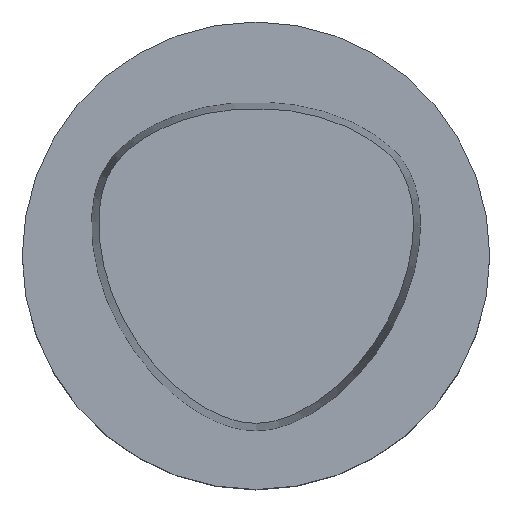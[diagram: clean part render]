
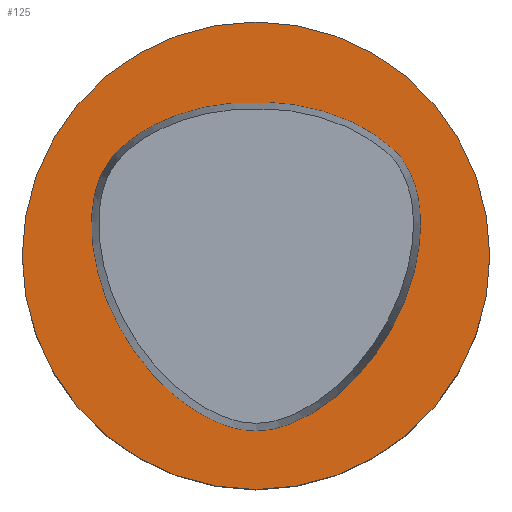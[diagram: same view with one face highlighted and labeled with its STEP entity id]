
A CAD part, top view. The second image highlights one B-rep face of the part: STEP entity #125.
In plain terms, the highlighted planar face has unit normal (0, 0, 1).
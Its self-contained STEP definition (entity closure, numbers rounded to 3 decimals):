
#125=ADVANCED_FACE('',(#145,#146),#147,.T.);
#145=FACE_BOUND('',#574,.T.);
#146=FACE_OUTER_BOUND('',#575,.T.);
#147=PLANE('',#576);
#574=EDGE_LOOP('',(#624));
#575=EDGE_LOOP('',(#625));
#576=AXIS2_PLACEMENT_3D('',#626,#627,#628);
#624=ORIENTED_EDGE('',*,*,#697,.T.);
#625=ORIENTED_EDGE('',*,*,#699,.T.);
#626=CARTESIAN_POINT('',(0.,9.995,0.));
#627=DIRECTION('',(0.,0.,1.0));
#628=DIRECTION('',(0.,1.0,0.));
#697=EDGE_CURVE('',#714,#714,#715,.T.);
#699=EDGE_CURVE('',#717,#717,#718,.T.);
#714=VERTEX_POINT('',#793);
#715=B_SPLINE_CURVE_WITH_KNOTS('',3,(#794,#795,#796,#797,#798,#799,#800,#801,#802,#803,#804,#805,#806,#807,#808,#809,#810,#811,#812,#813,#814,#815,#816,#817,#818,#819,#820,#821,#822,#823,#824,#825,#826,#827,#828,#829,#830,#831,#832,#833,#834,#835,#836,#837,#838,#839,#840,#841,#842,#843,#844,#845,#846,#847,#848,#849,#850,#851,#852,#853,#854,#855,#856,#857,#858,#859,#860,#861,#862,#863,#864,#865,#866,#867,#868,#869,#870,#871,#872,#873,#874,#875,#876,#877,#878,#879,#880,#881,#882,#883,#884,#885,#886,#887,#888,#889),.UNSPECIFIED.,.T.,.F.,(4,2,2,2,2,2,2,2,2,2,2,2,2,2,2,2,2,2,2,2,2,2,2,2,2,2,2,2,2,2,2,2,2,2,2,2,2,2,2,2,2,2,2,2,2,2,2,4),(0.0,0.023,0.046,0.069,0.09,0.112,0.133,0.153,0.173,0.194,0.215,0.236,0.257,0.28,0.303,0.326,0.349,0.372,0.394,0.417,0.438,0.459,0.48,0.5,0.52,0.541,0.562,0.583,0.605,0.628,0.651,0.674,0.697,0.72,0.743,0.764,0.785,0.806,0.827,0.847,0.867,0.888,0.91,0.931,0.954,0.977,1.,1.0),.UNSPECIFIED.);
#717=VERTEX_POINT('',#894);
#718=CIRCLE('',#895,19.99);
#793=CARTESIAN_POINT('',(0.,-14.963,0.));
#794=CARTESIAN_POINT('',(0.,-14.963,0.));
#795=CARTESIAN_POINT('',(-0.679,-14.966,0.));
#796=CARTESIAN_POINT('',(-1.36,-14.858,0.));
#797=CARTESIAN_POINT('',(-2.671,-14.498,0.));
#798=CARTESIAN_POINT('',(-3.302,-14.247,0.));
#799=CARTESIAN_POINT('',(-4.503,-13.656,0.));
#800=CARTESIAN_POINT('',(-5.075,-13.318,0.));
#801=CARTESIAN_POINT('',(-6.156,-12.583,0.));
#802=CARTESIAN_POINT('',(-6.667,-12.187,0.));
#803=CARTESIAN_POINT('',(-7.629,-11.355,0.));
#804=CARTESIAN_POINT('',(-8.082,-10.92,0.));
#805=CARTESIAN_POINT('',(-8.935,-10.02,0.));
#806=CARTESIAN_POINT('',(-9.336,-9.555,0.));
#807=CARTESIAN_POINT('',(-10.088,-8.598,0.0));
#808=CARTESIAN_POINT('',(-10.44,-8.108,0.));
#809=CARTESIAN_POINT('',(-11.1,-7.101,0.));
#810=CARTESIAN_POINT('',(-11.407,-6.586,0.0));
#811=CARTESIAN_POINT('',(-11.978,-5.529,0.0));
#812=CARTESIAN_POINT('',(-12.241,-4.988,0.));
#813=CARTESIAN_POINT('',(-12.724,-3.877,0.0));
#814=CARTESIAN_POINT('',(-12.942,-3.308,0.0));
#815=CARTESIAN_POINT('',(-13.33,-2.139,0.0));
#816=CARTESIAN_POINT('',(-13.498,-1.539,0.));
#817=CARTESIAN_POINT('',(-13.778,-0.31,0.0));
#818=CARTESIAN_POINT('',(-13.888,0.32,0.0));
#819=CARTESIAN_POINT('',(-14.036,1.608,0.0));
#820=CARTESIAN_POINT('',(-14.072,2.265,0.0));
#821=CARTESIAN_POINT('',(-14.051,3.594,0.0));
#822=CARTESIAN_POINT('',(-13.991,4.266,0.0));
#823=CARTESIAN_POINT('',(-13.743,5.598,0.0));
#824=CARTESIAN_POINT('',(-13.552,6.257,0.0));
#825=CARTESIAN_POINT('',(-12.986,7.494,0.0));
#826=CARTESIAN_POINT('',(-12.61,8.072,0.0));
#827=CARTESIAN_POINT('',(-11.725,9.105,0.0));
#828=CARTESIAN_POINT('',(-11.217,9.561,0.0));
#829=CARTESIAN_POINT('',(-10.14,10.372,0.0));
#830=CARTESIAN_POINT('',(-9.573,10.728,0.0));
#831=CARTESIAN_POINT('',(-8.411,11.351,0.0));
#832=CARTESIAN_POINT('',(-7.817,11.619,0.));
#833=CARTESIAN_POINT('',(-6.621,12.088,0.));
#834=CARTESIAN_POINT('',(-6.021,12.29,0.));
#835=CARTESIAN_POINT('',(-4.815,12.619,0.));
#836=CARTESIAN_POINT('',(-4.211,12.749,0.));
#837=CARTESIAN_POINT('',(-3.003,12.955,0.));
#838=CARTESIAN_POINT('',(-2.4,13.033,0.));
#839=CARTESIAN_POINT('',(-1.198,13.084,0.));
#840=CARTESIAN_POINT('',(-0.599,13.059,0.));
#841=CARTESIAN_POINT('',(0.599,13.06,0.));
#842=CARTESIAN_POINT('',(1.198,13.085,0.));
#843=CARTESIAN_POINT('',(2.4,13.034,0.0));
#844=CARTESIAN_POINT('',(3.003,12.956,0.));
#845=CARTESIAN_POINT('',(4.21,12.748,0.));
#846=CARTESIAN_POINT('',(4.814,12.616,0.));
#847=CARTESIAN_POINT('',(6.018,12.285,0.));
#848=CARTESIAN_POINT('',(6.619,12.084,0.));
#849=CARTESIAN_POINT('',(7.817,11.619,0.0));
#850=CARTESIAN_POINT('',(8.414,11.355,0.));
#851=CARTESIAN_POINT('',(9.57,10.725,0.));
#852=CARTESIAN_POINT('',(10.126,10.358,0.));
#853=CARTESIAN_POINT('',(11.221,9.56,0.0));
#854=CARTESIAN_POINT('',(11.76,9.129,0.0));
#855=CARTESIAN_POINT('',(12.644,8.099,0.));
#856=CARTESIAN_POINT('',(12.991,7.5,0.0));
#857=CARTESIAN_POINT('',(13.538,6.248,0.0));
#858=CARTESIAN_POINT('',(13.739,5.595,0.));
#859=CARTESIAN_POINT('',(13.995,4.269,0.));
#860=CARTESIAN_POINT('',(14.051,3.595,0.0));
#861=CARTESIAN_POINT('',(14.071,2.264,0.0));
#862=CARTESIAN_POINT('',(14.036,1.607,0.));
#863=CARTESIAN_POINT('',(13.888,0.32,0.0));
#864=CARTESIAN_POINT('',(13.778,-0.31,0.0));
#865=CARTESIAN_POINT('',(13.498,-1.539,0.0));
#866=CARTESIAN_POINT('',(13.33,-2.139,0.0));
#867=CARTESIAN_POINT('',(12.943,-3.308,0.0));
#868=CARTESIAN_POINT('',(12.724,-3.877,0.0));
#869=CARTESIAN_POINT('',(12.241,-4.988,0.0));
#870=CARTESIAN_POINT('',(11.978,-5.529,0.0));
#871=CARTESIAN_POINT('',(11.407,-6.586,0.0));
#872=CARTESIAN_POINT('',(11.1,-7.102,0.0));
#873=CARTESIAN_POINT('',(10.44,-8.108,0.0));
#874=CARTESIAN_POINT('',(10.088,-8.598,0.0));
#875=CARTESIAN_POINT('',(9.335,-9.554,0.0));
#876=CARTESIAN_POINT('',(8.935,-10.019,0.0));
#877=CARTESIAN_POINT('',(8.082,-10.92,0.0));
#878=CARTESIAN_POINT('',(7.629,-11.355,0.0));
#879=CARTESIAN_POINT('',(6.666,-12.186,0.));
#880=CARTESIAN_POINT('',(6.156,-12.582,0.));
#881=CARTESIAN_POINT('',(5.075,-13.318,0.));
#882=CARTESIAN_POINT('',(4.503,-13.656,0.));
#883=CARTESIAN_POINT('',(3.302,-14.248,0.));
#884=CARTESIAN_POINT('',(2.671,-14.5,0.));
#885=CARTESIAN_POINT('',(1.36,-14.856,0.));
#886=CARTESIAN_POINT('',(0.679,-14.96,0.));
#887=CARTESIAN_POINT('',(0.,-14.963,0.));
#888=CARTESIAN_POINT('',(0.,-14.963,0.));
#889=CARTESIAN_POINT('',(0.,-14.963,0.));
#894=CARTESIAN_POINT('',(0.,19.99,0.));
#895=AXIS2_PLACEMENT_3D('',#920,#921,#922);
#920=CARTESIAN_POINT('',(0.,0.,0.));
#921=DIRECTION('',(0.,0.,1.0));
#922=DIRECTION('',(0.,1.0,0.));
